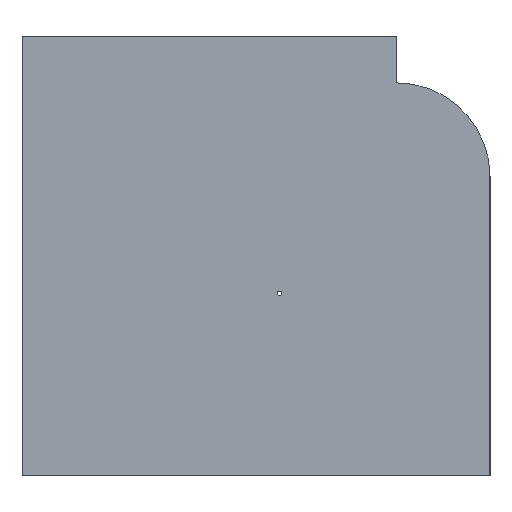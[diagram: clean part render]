
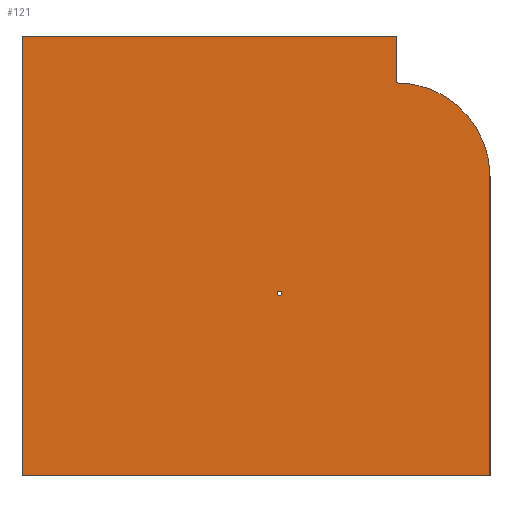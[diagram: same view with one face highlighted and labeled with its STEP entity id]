
A CAD part, left-side view. The second image highlights one B-rep face of the part: STEP entity #121.
In plain terms, the highlighted planar face has unit normal (-1, 0, 0).
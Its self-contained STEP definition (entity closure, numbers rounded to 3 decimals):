
#121=ADVANCED_FACE('',(#365,#366),#169,.T.);
#169=PLANE('',#1170);
#209=LINE('',#1649,#277);
#216=LINE('',#1672,#284);
#234=LINE('',#1723,#302);
#235=LINE('',#1727,#303);
#236=LINE('',#1729,#304);
#277=VECTOR('',#1339,1.);
#284=VECTOR('',#1362,1.);
#302=VECTOR('',#1406,1.);
#303=VECTOR('',#1411,1.);
#304=VECTOR('',#1412,1.);
#365=FACE_BOUND('',#487,.T.);
#366=FACE_BOUND('',#488,.T.);
#487=EDGE_LOOP('',(#698));
#488=EDGE_LOOP('',(#699,#700,#701,#702,#703,#704));
#698=ORIENTED_EDGE('',*,*,#1005,.T.);
#699=ORIENTED_EDGE('',*,*,#967,.F.);
#700=ORIENTED_EDGE('',*,*,#1006,.T.);
#701=ORIENTED_EDGE('',*,*,#1007,.T.);
#702=ORIENTED_EDGE('',*,*,#1008,.T.);
#703=ORIENTED_EDGE('',*,*,#1004,.F.);
#704=ORIENTED_EDGE('',*,*,#978,.T.);
#857=VERTEX_POINT('',#1648);
#858=VERTEX_POINT('',#1650);
#866=VERTEX_POINT('',#1673);
#885=VERTEX_POINT('',#1722);
#886=VERTEX_POINT('',#1726);
#887=VERTEX_POINT('',#1728);
#888=VERTEX_POINT('',#1730);
#967=EDGE_CURVE('',#857,#858,#209,.T.);
#978=EDGE_CURVE('',#866,#858,#216,.T.);
#1004=EDGE_CURVE('',#866,#885,#234,.T.);
#1005=EDGE_CURVE('',#886,#886,#1077,.T.);
#1006=EDGE_CURVE('',#857,#887,#235,.T.);
#1007=EDGE_CURVE('',#887,#888,#236,.T.);
#1008=EDGE_CURVE('',#888,#885,#1078,.T.);
#1077=CIRCLE('',#1168,0.5);
#1078=CIRCLE('',#1169,20.);
#1168=AXIS2_PLACEMENT_3D('',#1725,#1409,#1410);
#1169=AXIS2_PLACEMENT_3D('',#1731,#1413,#1414);
#1170=AXIS2_PLACEMENT_3D('',#1732,#1415,#1416);
#1339=DIRECTION('',(0.,0.,1.));
#1362=DIRECTION('',(0.,1.,0.));
#1406=DIRECTION('',(0.,0.,-1.));
#1409=DIRECTION('',(1.,0.,0.));
#1410=DIRECTION('',(0.,1.,0.));
#1411=DIRECTION('',(0.,-1.,0.));
#1412=DIRECTION('',(0.,0.,1.));
#1413=DIRECTION('',(-1.,0.,0.));
#1414=DIRECTION('',(0.,-1.,0.));
#1415=DIRECTION('',(-1.,0.,0.));
#1416=DIRECTION('',(0.,-1.,0.));
#1648=CARTESIAN_POINT('',(0.,100.,-4.));
#1649=CARTESIAN_POINT('',(0.,100.,90.));
#1650=CARTESIAN_POINT('',(0.,100.,90.));
#1672=CARTESIAN_POINT('',(0.,20.,90.));
#1673=CARTESIAN_POINT('',(0.,20.,90.));
#1722=CARTESIAN_POINT('',(0.,20.,80.));
#1723=CARTESIAN_POINT('',(0.,20.,90.));
#1725=CARTESIAN_POINT('',(0.,45.,35.));
#1726=CARTESIAN_POINT('',(0.,45.5,35.));
#1727=CARTESIAN_POINT('',(0.,100.,-4.));
#1728=CARTESIAN_POINT('',(0.,0.,-4.));
#1729=CARTESIAN_POINT('',(0.,0.,80.));
#1730=CARTESIAN_POINT('',(0.,0.,60.));
#1731=CARTESIAN_POINT('',(0.,20.,60.));
#1732=CARTESIAN_POINT('',(0.,20.,90.));
